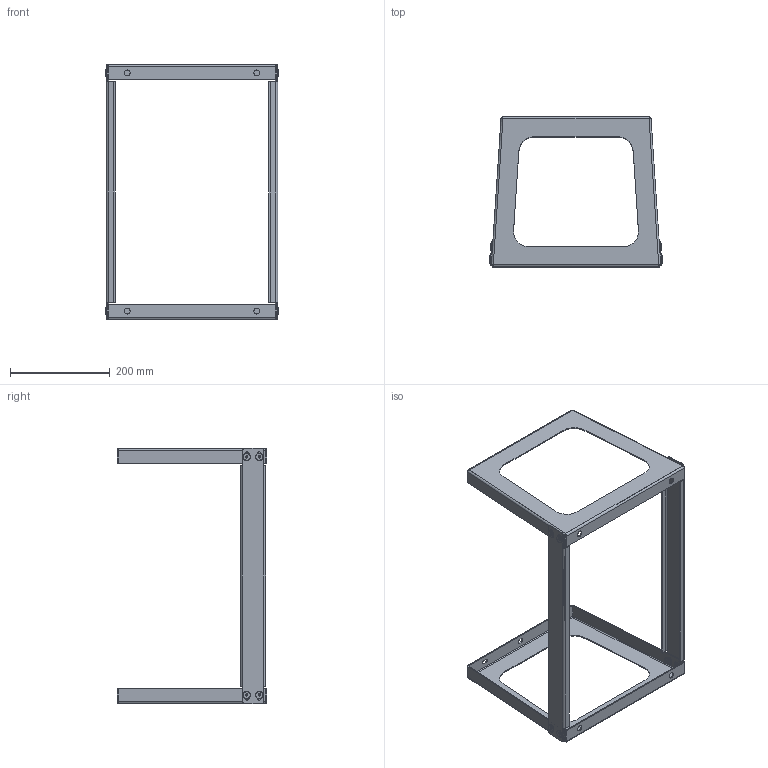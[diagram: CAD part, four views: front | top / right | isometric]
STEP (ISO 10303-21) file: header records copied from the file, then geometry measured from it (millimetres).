
FILE_DESCRIPTION (( 'STEP AP214' ), '1' );
FILE_NAME ('438.530.STEP', '2024-05-31T06:51:42', ( '' ), ( '' ), 'SwSTEP 2.0', 'SolidWorks 2021', '' );
FILE_SCHEMA (( 'AUTOMOTIVE_DESIGN' ));
Length unit declared in the file: millimetre
Products named in the file (5): 438.530; 438.030; 438.500; Âèíò Ì6õ16 ìåáåëüíûé; Ãàéêà êëåòüåâàÿ DIN 88109-Ì6-(1,7-2,5)-Zn 
Assembly tree (20 placements, depth 2):
  438.530
    438.030  x2
    438.500  x2
    Âèíò Ì6õ16 ìåáåëüíûé  x8
    Ãàéêà êëåòüåâàÿ DIN 88109-Ì6-(1,7-2,5)-Zn   x8
Bounding box: 346.9 x 300 x 511 mm (x, y, z)
Volume: 452304.7 mm3; surface area: 473903.7 mm2
Topology: 20 solids, 20 shells, 1874 faces, 4390 edges, 2564 vertices
Faces by surface type: plane 1108, cylinder 582, cone 96, bspline 72, torus 16
Entity records: 12715 total; most frequent: CARTESIAN_POINT 4797, ORIENTED_EDGE 1596, DIRECTION 1532, EDGE_CURVE 798, LINE 568, VECTOR 568, AXIS2_PLACEMENT_3D 482, VERTEX_POINT 478
